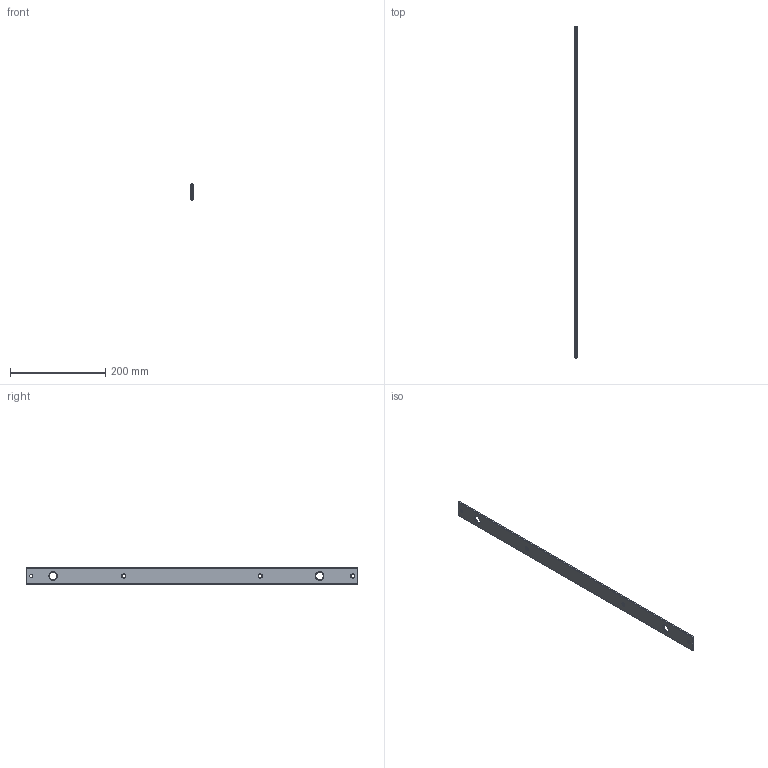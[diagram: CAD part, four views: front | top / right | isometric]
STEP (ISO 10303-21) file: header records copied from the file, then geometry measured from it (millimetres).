
FILE_DESCRIPTION((''),'2;1');
FILE_NAME('AS_ISO-PLATTEN-20831','2026-01-16T10:34:39',('HP'),(''),'CREO PARAMETRIC BY PTC INC, 2020354','CREO PARAMETRIC BY PTC INC, 2020354','');
FILE_SCHEMA(('AP203_CONFIGURATION_CONTROLLED_3D_DESIGN_OF_MECHANICAL_PARTS_AND_ASSEMBLIES_MIM_LF { 1 0 10303 403 2 1 2 }'));
Length unit declared in the file: millimetre
Products named in the file (1): AS_ISO-PLATTEN-20831
Bounding box: 5 x 695.5 x 35 mm (x, y, z)
Volume: 116722.4 mm3; surface area: 54234.8 mm2
Topology: 1 solids, 1 shells, 436 faces, 1209 edges, 800 vertices
Faces by surface type: extrusion 230, plane 171, cone 28, cylinder 7
Entity records: 22136 total; most frequent: CARTESIAN_POINT 4255, ORIENTED_EDGE 2418, PRESENTATION_STYLE_ASSIGNMENT 1876, DIRECTION 1469, STYLED_ITEM 1440, CURVE_STYLE 1439, EDGE_CURVE 1209, VECTOR 903
